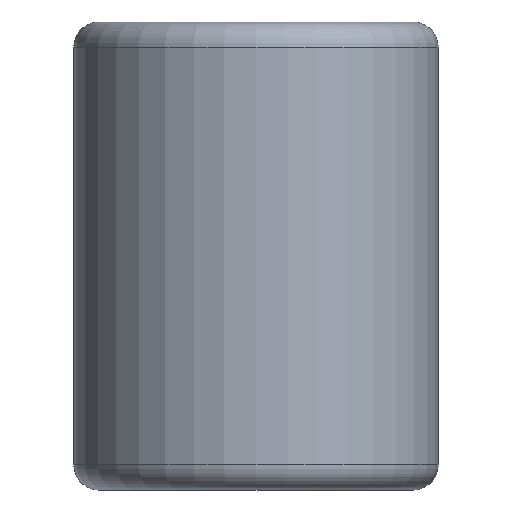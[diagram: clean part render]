
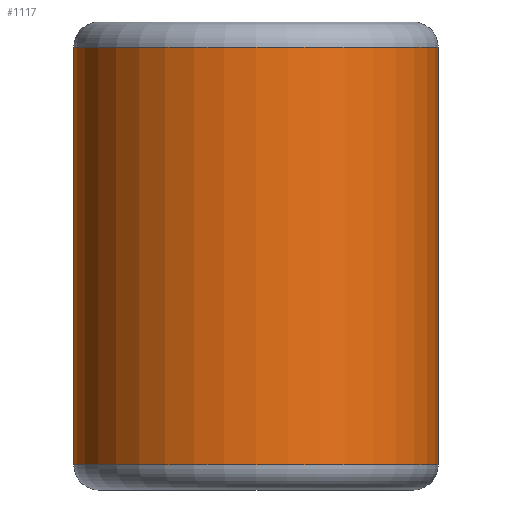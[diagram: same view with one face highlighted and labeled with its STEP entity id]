
A CAD part, front view. The second image highlights one B-rep face of the part: STEP entity #1117.
In plain terms, the highlighted cylindrical face has radius 5.537 mm (diameter 11.074 mm), a partial arc.
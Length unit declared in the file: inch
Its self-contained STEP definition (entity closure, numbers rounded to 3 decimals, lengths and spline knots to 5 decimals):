
#59 = DIRECTION ( 'NONE',  ( 0., 0., 1. ) ) ;
#70 = LINE ( 'NONE', #389, #1624 ) ;
#222 = LINE ( 'NONE', #2338, #2309 ) ;
#239 = EDGE_CURVE ( 'NONE', #390, #1349, #2166, .T. ) ;
#285 = CYLINDRICAL_SURFACE ( 'NONE', #1051, 0.218 ) ;
#389 = CARTESIAN_POINT ( 'NONE',  ( -0.062, -0.812, 0.25 ) ) ;
#390 = VERTEX_POINT ( 'NONE', #2139 ) ;
#454 = AXIS2_PLACEMENT_3D ( 'NONE', #1270, #59, #1466 ) ;
#598 = CARTESIAN_POINT ( 'NONE',  ( 0.374, -0.812, 0.25 ) ) ;
#653 = DIRECTION ( 'NONE',  ( 0., 0., 1. ) ) ;
#778 = ORIENTED_EDGE ( 'NONE', *, *, #239, .F. ) ;
#814 = AXIS2_PLACEMENT_3D ( 'NONE', #987, #2427, #1197 ) ;
#871 = ORIENTED_EDGE ( 'NONE', *, *, #1315, .T. ) ;
#987 = CARTESIAN_POINT ( 'NONE',  ( 0.156, -0.812, -0.25 ) ) ;
#1051 = AXIS2_PLACEMENT_3D ( 'NONE', #2297, #653, #1511 ) ;
#1066 = VERTEX_POINT ( 'NONE', #1651 ) ;
#1111 = DIRECTION ( 'NONE',  ( 0., 0., 1. ) ) ;
#1117 = ADVANCED_FACE ( 'NONE', ( #1412 ), #285, .T. ) ;
#1197 = DIRECTION ( 'NONE',  ( 1., 0., 0. ) ) ;
#1256 = ORIENTED_EDGE ( 'NONE', *, *, #2103, .T. ) ;
#1270 = CARTESIAN_POINT ( 'NONE',  ( 0.156, -0.812, 0.25 ) ) ;
#1315 = EDGE_CURVE ( 'NONE', #390, #1066, #70, .T. ) ;
#1349 = VERTEX_POINT ( 'NONE', #598 ) ;
#1382 = VERTEX_POINT ( 'NONE', #2032 ) ;
#1412 = FACE_OUTER_BOUND ( 'NONE', #2295, .T. ) ;
#1421 = CIRCLE ( 'NONE', #814, 0.218 ) ;
#1466 = DIRECTION ( 'NONE',  ( 1., 0., 0. ) ) ;
#1492 = EDGE_CURVE ( 'NONE', #1382, #1349, #222, .T. ) ;
#1511 = DIRECTION ( 'NONE',  ( 1., 0., 0. ) ) ;
#1624 = VECTOR ( 'NONE', #1804, 39.37008 ) ;
#1651 = CARTESIAN_POINT ( 'NONE',  ( -0.062, -0.812, -0.25 ) ) ;
#1804 = DIRECTION ( 'NONE',  ( 0., 0., -1. ) ) ;
#2032 = CARTESIAN_POINT ( 'NONE',  ( 0.374, -0.812, -0.25 ) ) ;
#2103 = EDGE_CURVE ( 'NONE', #1066, #1382, #1421, .T. ) ;
#2139 = CARTESIAN_POINT ( 'NONE',  ( -0.062, -0.812, 0.25 ) ) ;
#2166 = CIRCLE ( 'NONE', #454, 0.218 ) ;
#2193 = ORIENTED_EDGE ( 'NONE', *, *, #1492, .T. ) ;
#2295 = EDGE_LOOP ( 'NONE', ( #1256, #2193, #778, #871 ) ) ;
#2297 = CARTESIAN_POINT ( 'NONE',  ( 0.156, -0.812, 0. ) ) ;
#2309 = VECTOR ( 'NONE', #1111, 39.37008 ) ;
#2338 = CARTESIAN_POINT ( 'NONE',  ( 0.374, -0.812, 0. ) ) ;
#2427 = DIRECTION ( 'NONE',  ( 0., 0., 1. ) ) ;
